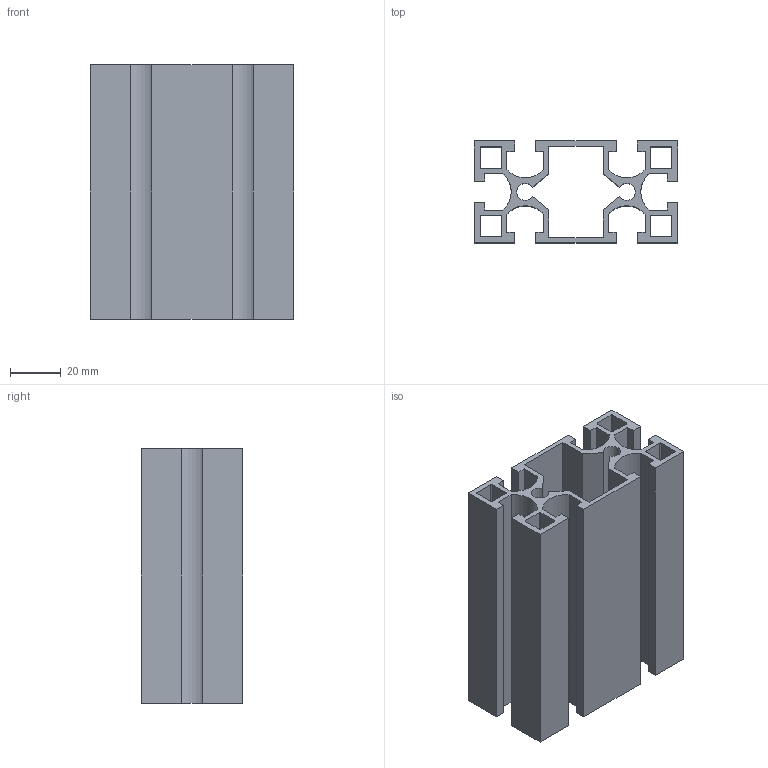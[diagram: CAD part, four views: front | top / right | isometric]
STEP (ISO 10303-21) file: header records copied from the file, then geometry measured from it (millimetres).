
FILE_DESCRIPTION((''),'2;1');
FILE_NAME('AGF4080-8.stp','2009-09-01T14:19:04',('Administrator'),(''),'Autodesk Inventor 2008','Autodesk Inventor 2008','');
FILE_SCHEMA(('AUTOMOTIVE_DESIGN { 1 0 10303 214 1 1 1 1 }'));
Length unit declared in the file: millimetre
Products named in the file (1): AGF4080-8
Bounding box: 80 x 40 x 100 mm (x, y, z)
Volume: 93245.9 mm3; surface area: 76644.6 mm2
Topology: 1 solids, 1 shells, 98 faces, 288 edges, 192 vertices
Faces by surface type: plane 74, cylinder 24
Entity records: 3286 total; most frequent: CARTESIAN_POINT 579, ORIENTED_EDGE 576, DIRECTION 534, EDGE_CURVE 288, VECTOR 240, LINE 240, VERTEX_POINT 192, AXIS2_PLACEMENT_3D 147
